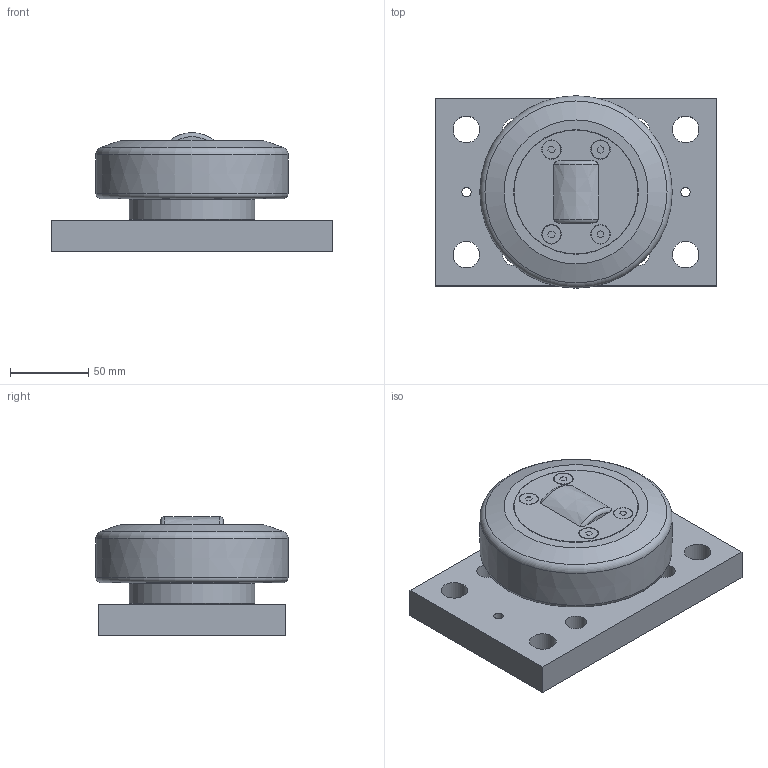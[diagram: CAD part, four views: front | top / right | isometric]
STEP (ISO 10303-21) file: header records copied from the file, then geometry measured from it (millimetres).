
FILE_DESCRIPTION(/* description */ ('-','CAx-IF Rec.Pracs.---Representation and Presentation of Product Manufacturing Information (PMI)---4.0---2014-10-13'),/* implementation_level */ '2;1');
FILE_NAME(/* name */ 'aad7463a-9296-416e-b185-3d001796e5e0.stp',/* time_stamp */ '2020-04-01T16:08:25+02:00',/* author */ ('-'),/* organization */ ('NTI CADcenter A/S'),/* preprocessor_version */ 'ST-DEVELOPER v18',/* originating_system */ 'Autodesk Inventor 2020',/* authorisation */ '-');
FILE_SCHEMA (('AP242_MANAGED_MODEL_BASED_3D_ENGINEERING_MIM_LF { 1 0 10303 442 1 1 4 }'));
Length unit declared in the file: millimetre
Products named in the file (1): HTR 120.0200 BR1100_Kontur
Bounding box: 180 x 122.99 x 76 mm (x, y, z)
Volume: 896868.8 mm3; surface area: 89949.3 mm2
Topology: 1 solids, 1 shells, 74 faces, 193 edges, 134 vertices
Faces by surface type: plane 44, cylinder 16, cone 8, torus 4, bspline 2
Full cylindrical faces by diameter (mm): 6 x2, 12 x4, 13.835 x4, 17 x4, 80 x2
Entity records: 2463 total; most frequent: CARTESIAN_POINT 482, DIRECTION 410, ORIENTED_EDGE 386, EDGE_CURVE 193, AXIS2_PLACEMENT_3D 150, VERTEX_POINT 134, LINE 110, VECTOR 110
